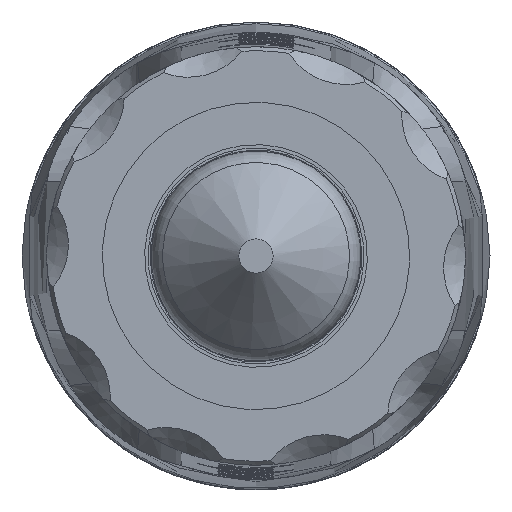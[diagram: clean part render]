
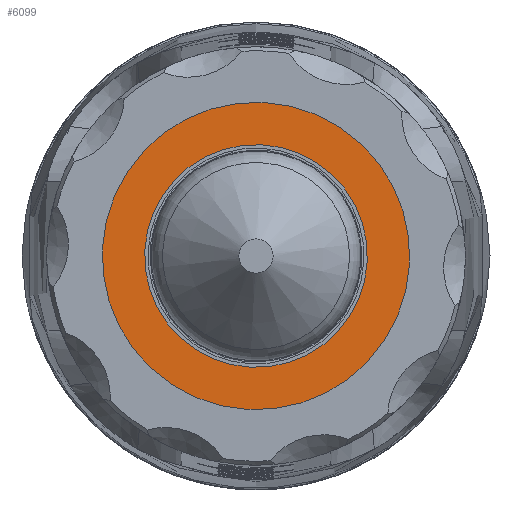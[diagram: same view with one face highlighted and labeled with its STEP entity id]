
A CAD part, front view. The second image highlights one B-rep face of the part: STEP entity #6099.
In plain terms, the highlighted planar face has unit normal (0, -1, 0).
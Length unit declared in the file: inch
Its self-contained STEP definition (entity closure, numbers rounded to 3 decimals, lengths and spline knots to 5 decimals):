
#1261=PLANE('',#6609);
#1380=FACE_BOUND('',#1978,.T.);
#1645=FACE_OUTER_BOUND('',#1977,.T.);
#1977=EDGE_LOOP('',(#5388));
#1978=EDGE_LOOP('',(#5389));
#2259=CIRCLE('',#6610,0.17717);
#2260=CIRCLE('',#6611,0.12835);
#2958=VERTEX_POINT('',#13571);
#2959=VERTEX_POINT('',#13573);
#3948=EDGE_CURVE('',#2958,#2958,#2259,.T.);
#3949=EDGE_CURVE('',#2959,#2959,#2260,.T.);
#5388=ORIENTED_EDGE('',*,*,#3948,.F.);
#5389=ORIENTED_EDGE('',*,*,#3949,.F.);
#6099=ADVANCED_FACE('',(#1645,#1380),#1261,.F.);
#6609=AXIS2_PLACEMENT_3D('',#13570,#7919,#7920);
#6610=AXIS2_PLACEMENT_3D('',#13572,#7921,#7922);
#6611=AXIS2_PLACEMENT_3D('',#13574,#7923,#7924);
#7919=DIRECTION('center_axis',(0.,1.,0.));
#7920=DIRECTION('ref_axis',(-0.999,0.,0.053));
#7921=DIRECTION('center_axis',(0.,1.,0.));
#7922=DIRECTION('ref_axis',(-0.053,0.,-0.999));
#7923=DIRECTION('center_axis',(0.,-1.,0.));
#7924=DIRECTION('ref_axis',(-0.053,0.,-0.999));
#13570=CARTESIAN_POINT('Origin',(0.13459,1.04503,-0.09987));
#13571=CARTESIAN_POINT('',(0.14391,1.04503,0.07705));
#13572=CARTESIAN_POINT('Origin',(0.13459,1.04503,-0.09987));
#13573=CARTESIAN_POINT('',(0.14134,1.04503,0.02829));
#13574=CARTESIAN_POINT('Origin',(0.13459,1.04503,-0.09987));
